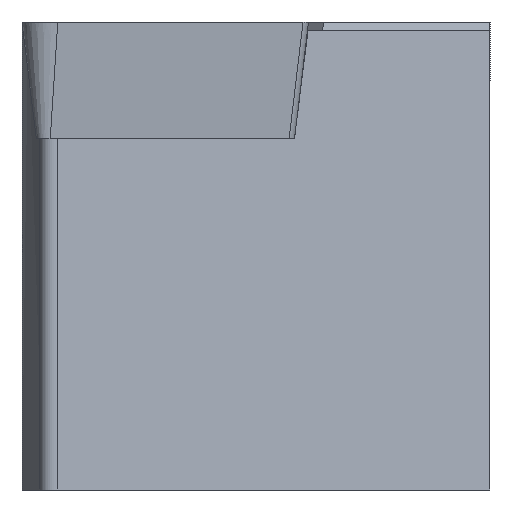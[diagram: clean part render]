
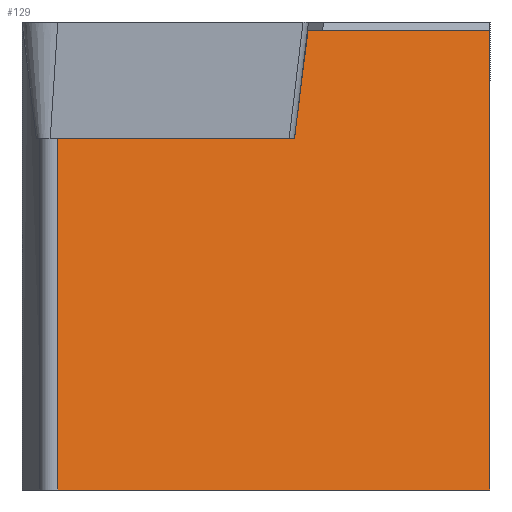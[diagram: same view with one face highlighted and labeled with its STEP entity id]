
A CAD part, left-side view. The second image highlights one B-rep face of the part: STEP entity #129.
In plain terms, the highlighted planar face has unit normal (-0.848, -0.53, 0).
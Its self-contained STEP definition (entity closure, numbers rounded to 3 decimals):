
#129=ADVANCED_FACE('',(#171),#152,.F.);
#152=PLANE('',#539);
#171=FACE_OUTER_BOUND('',#195,.T.);
#195=EDGE_LOOP('',(#241,#242,#243,#244,#245,#246));
#241=ORIENTED_EDGE('',*,*,#396,.F.);
#242=ORIENTED_EDGE('',*,*,#397,.F.);
#243=ORIENTED_EDGE('',*,*,#395,.F.);
#244=ORIENTED_EDGE('',*,*,#398,.F.);
#245=ORIENTED_EDGE('',*,*,#399,.F.);
#246=ORIENTED_EDGE('',*,*,#382,.F.);
#343=VERTEX_POINT('',#695);
#344=VERTEX_POINT('',#697);
#353=VERTEX_POINT('',#719);
#354=VERTEX_POINT('',#721);
#355=VERTEX_POINT('',#725);
#356=VERTEX_POINT('',#728);
#382=EDGE_CURVE('',#343,#344,#441,.T.);
#395=EDGE_CURVE('',#354,#353,#451,.T.);
#396=EDGE_CURVE('',#355,#343,#452,.T.);
#397=EDGE_CURVE('',#353,#355,#453,.T.);
#398=EDGE_CURVE('',#356,#354,#454,.T.);
#399=EDGE_CURVE('',#344,#356,#455,.T.);
#441=LINE('',#696,#487);
#451=LINE('',#722,#497);
#452=LINE('',#724,#498);
#453=LINE('',#726,#499);
#454=LINE('',#727,#500);
#455=LINE('',#729,#501);
#487=VECTOR('',#573,1.);
#497=VECTOR('',#593,1.);
#498=VECTOR('',#596,1.);
#499=VECTOR('',#597,1.);
#500=VECTOR('',#598,1.);
#501=VECTOR('',#599,1.);
#539=AXIS2_PLACEMENT_3D('',#730,#600,#601);
#573=DIRECTION('',(0.53,-0.848,0.));
#593=DIRECTION('',(0.,0.,1.));
#596=DIRECTION('',(0.079,-0.126,0.989));
#597=DIRECTION('',(0.53,-0.848,0.));
#598=DIRECTION('',(-0.53,0.848,0.));
#599=DIRECTION('',(0.,0.,-1.));
#600=DIRECTION('',(0.848,0.53,0.));
#601=DIRECTION('',(0.53,-0.848,0.));
#695=CARTESIAN_POINT('',(6.161,6.22,-0.3));
#696=CARTESIAN_POINT('',(0.811,14.783,-0.3));
#697=CARTESIAN_POINT('',(10.048,0.,-0.3));
#719=CARTESIAN_POINT('',(0.811,14.783,-3.97));
#721=CARTESIAN_POINT('',(0.811,14.783,-16.));
#722=CARTESIAN_POINT('',(0.811,14.783,-30.));
#724=CARTESIAN_POINT('',(3.737,10.1,-30.828));
#725=CARTESIAN_POINT('',(5.87,6.686,-3.97));
#726=CARTESIAN_POINT('',(0.811,14.783,-3.97));
#727=CARTESIAN_POINT('',(0.811,14.783,-16.));
#728=CARTESIAN_POINT('',(10.048,0.,-16.));
#729=CARTESIAN_POINT('',(10.048,0.,-30.));
#730=CARTESIAN_POINT('',(0.811,14.783,-30.));
